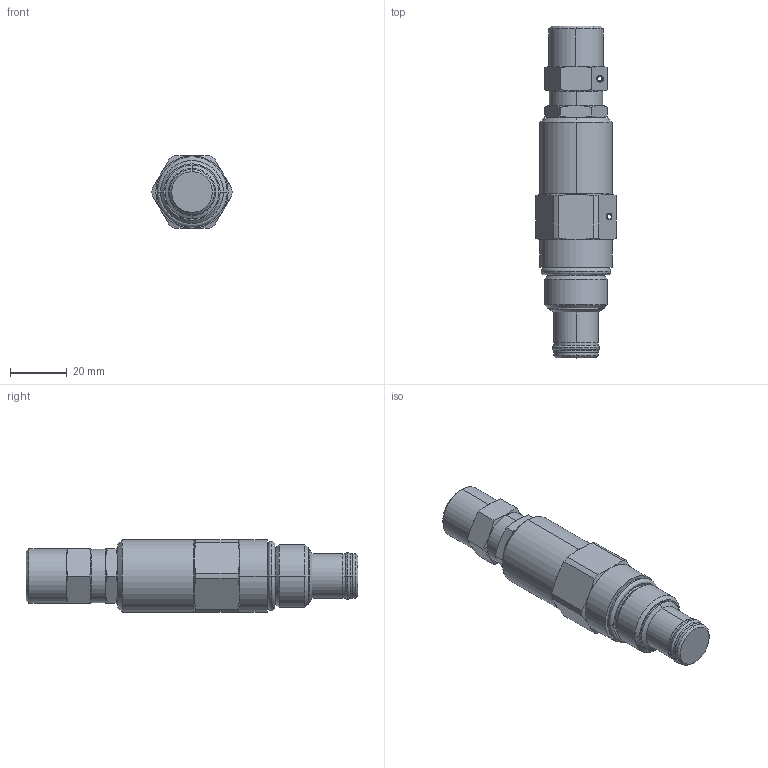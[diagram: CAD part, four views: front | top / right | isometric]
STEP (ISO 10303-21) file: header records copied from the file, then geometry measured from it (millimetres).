
FILE_DESCRIPTION((''),'2;1');
FILE_NAME('PRT0015','2009-03-21T',('JCS'),(''),'PRO/ENGINEER BY PARAMETRIC TECHNOLOGY CORPORATION, 2008510','PRO/ENGINEER BY PARAMETRIC TECHNOLOGY CORPORATION, 2008510','');
FILE_SCHEMA(('CONFIG_CONTROL_DESIGN'));
Length unit declared in the file: inch
Products named in the file (1): PRT0015
Bounding box: 28.19 x 116.66 x 25.4 mm (x, y, z)
Volume: 45695.6 mm3; surface area: 10437.6 mm2
Topology: 3 solids, 3 shells, 145 faces, 317 edges, 186 vertices
Faces by surface type: cone 48, cylinder 39, plane 32, revolution 16, torus 10
Entity records: 4754 total; most frequent: CARTESIAN_POINT 1596, DIRECTION 651, ORIENTED_EDGE 634, EDGE_CURVE 317, AXIS2_PLACEMENT_3D 278, VERTEX_POINT 186, EDGE_LOOP 161, CIRCLE 149
